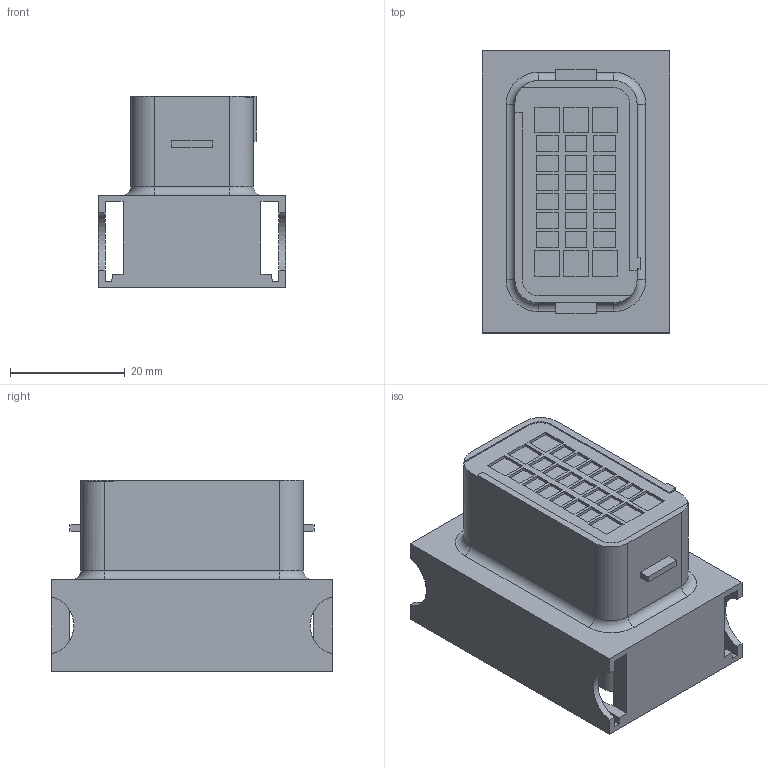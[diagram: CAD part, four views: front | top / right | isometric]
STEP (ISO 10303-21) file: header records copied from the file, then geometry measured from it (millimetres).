
FILE_DESCRIPTION(/* description */ (''),/* implementation_level */ '2;1');
FILE_NAME(/* name */ '13841588-ENV10_01-CONN.stp',/* time_stamp */ '2023-06-15T11:57:49+08:00',/* author */ (''),/* organization */ (''),/* preprocessor_version */ 'ST-DEVELOPER v16',/* originating_system */ 'SIEMENS PLM Software NX 11.0',/* authorisation */ '');
FILE_SCHEMA (('AUTOMOTIVE_DESIGN { 1 0 10303 214 3 1 1 1 }'));
Length unit declared in the file: millimetre
Products named in the file (1): 13841588-ENV10_01-CONN
Bounding box: 32.65 x 49.1 x 33.3 mm (x, y, z)
Volume: 28478.1 mm3; surface area: 13467.7 mm2
Topology: 1 solids, 1 shells, 485 faces, 1257 edges, 822 vertices
Faces by surface type: plane 429, cylinder 44, cone 8, torus 4
Entity records: 14579 total; most frequent: CARTESIAN_POINT 2577, ORIENTED_EDGE 2514, DIRECTION 2325, EDGE_CURVE 1257, LINE 1153, VECTOR 1153, VERTEX_POINT 822, AXIS2_PLACEMENT_3D 586
